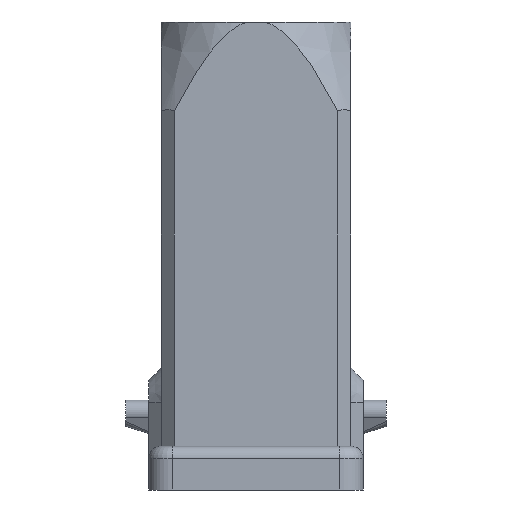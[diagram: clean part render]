
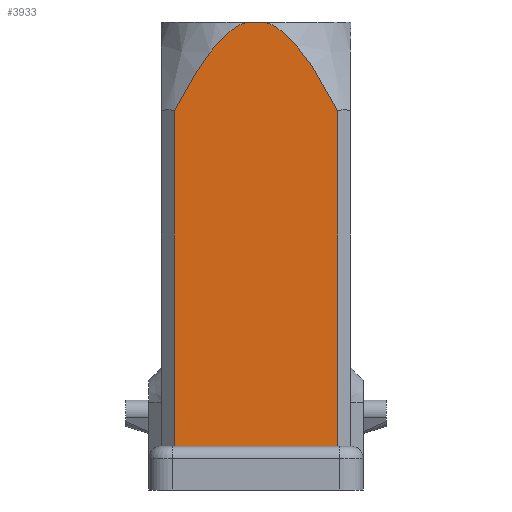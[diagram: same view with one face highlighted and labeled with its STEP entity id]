
A CAD part, left-side view. The second image highlights one B-rep face of the part: STEP entity #3933.
In plain terms, the highlighted planar face has unit normal (-1, 0, 0).
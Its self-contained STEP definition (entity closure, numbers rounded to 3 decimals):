
#83 = CARTESIAN_POINT ( 'NONE',  ( -12.15, 1.708, 59.803 ) ) ;
#123 = VECTOR ( 'NONE', #2077, 1000. ) ;
#137 = CARTESIAN_POINT ( 'NONE',  ( -12.15, -4.71, 57.547 ) ) ;
#167 = CARTESIAN_POINT ( 'NONE',  ( -12.15, -9.281, 50.831 ) ) ;
#193 = CARTESIAN_POINT ( 'NONE',  ( -12.15, -3.806, 58.423 ) ) ;
#238 = LINE ( 'NONE', #370, #123 ) ;
#296 = FACE_OUTER_BOUND ( 'NONE', #3707, .T. ) ;
#370 = CARTESIAN_POINT ( 'NONE',  ( -12.15, -12.15, 60. ) ) ;
#382 = DIRECTION ( 'NONE',  ( 0., -1., 0. ) ) ;
#386 = CARTESIAN_POINT ( 'NONE',  ( -12.15, 1.103, 60. ) ) ;
#531 = CARTESIAN_POINT ( 'NONE',  ( -12.15, -10.45, 48.614 ) ) ;
#534 = VERTEX_POINT ( 'NONE', #3281 ) ;
#610 = ORIENTED_EDGE ( 'NONE', *, *, #2120, .T. ) ;
#692 = CARTESIAN_POINT ( 'NONE',  ( -12.15, -10.45, 48.614 ) ) ;
#701 = CARTESIAN_POINT ( 'NONE',  ( -12.15, 10.45, 48.614 ) ) ;
#723 = ORIENTED_EDGE ( 'NONE', *, *, #3306, .T. ) ;
#849 = DIRECTION ( 'NONE',  ( 0., 0., -1. ) ) ;
#917 = VERTEX_POINT ( 'NONE', #1615 ) ;
#933 = CARTESIAN_POINT ( 'NONE',  ( -12.15, 3.807, 58.422 ) ) ;
#951 = EDGE_CURVE ( 'NONE', #534, #1823, #3676, .T. ) ;
#1086 = CARTESIAN_POINT ( 'NONE',  ( -12.15, -4.037, 58.21 ) ) ;
#1313 = VECTOR ( 'NONE', #382, 1000. ) ;
#1328 = LINE ( 'NONE', #1868, #2702 ) ;
#1341 = EDGE_CURVE ( 'NONE', #1823, #4216, #1829, .T. ) ;
#1362 = CARTESIAN_POINT ( 'NONE',  ( -12.15, 5.119, 57.085 ) ) ;
#1423 = CARTESIAN_POINT ( 'NONE',  ( -12.15, -8.029, 52.994 ) ) ;
#1442 = VERTEX_POINT ( 'NONE', #386 ) ;
#1459 = CARTESIAN_POINT ( 'NONE',  ( -12.15, -1.707, 59.803 ) ) ;
#1496 = CARTESIAN_POINT ( 'NONE',  ( -12.15, -10.45, 154.365 ) ) ;
#1507 = PLANE ( 'NONE',  #2253 ) ;
#1615 = CARTESIAN_POINT ( 'NONE',  ( -12.15, 10.45, 5.6 ) ) ;
#1657 = CARTESIAN_POINT ( 'NONE',  ( -12.15, 5.908, 56.115 ) ) ;
#1708 = CARTESIAN_POINT ( 'NONE',  ( -12.15, 3.324, 58.826 ) ) ;
#1734 = CARTESIAN_POINT ( 'NONE',  ( -12.15, -12.15, 5.6 ) ) ;
#1762 = CARTESIAN_POINT ( 'NONE',  ( -12.15, -2.274, 59.53 ) ) ;
#1823 = VERTEX_POINT ( 'NONE', #692 ) ;
#1829 = B_SPLINE_CURVE_WITH_KNOTS ( 'NONE', 3,
 ( #531, #4097, #167, #1423, #1870, #2198, #2776, #2805, #137, #1086, #193, #3095, #3421, #2170, #1762, #1459, #3849, #4190 ),
 .UNSPECIFIED., .F., .F.,
 ( 4, 2, 2, 2, 2, 2, 2, 2, 4 ),
 ( 0., 0.004, 0.007, 0.009, 0.011, 0.012, 0.013, 0.014, 0.015 ),
 .UNSPECIFIED. ) ;
#1831 = DIRECTION ( 'NONE',  ( 0., 0., 1. ) ) ;
#1868 = CARTESIAN_POINT ( 'NONE',  ( -12.15, 10.45, 154.365 ) ) ;
#1870 = CARTESIAN_POINT ( 'NONE',  ( -12.15, -7.371, 54.056 ) ) ;
#1979 = CARTESIAN_POINT ( 'NONE',  ( -12.15, 8.024, 53.002 ) ) ;
#2037 = ORIENTED_EDGE ( 'NONE', *, *, #1341, .T. ) ;
#2077 = DIRECTION ( 'NONE',  ( 0., 1., 0. ) ) ;
#2120 = EDGE_CURVE ( 'NONE', #2309, #917, #1328, .T. ) ;
#2170 = CARTESIAN_POINT ( 'NONE',  ( -12.15, -2.545, 59.372 ) ) ;
#2198 = CARTESIAN_POINT ( 'NONE',  ( -12.15, -6.296, 55.593 ) ) ;
#2210 = VECTOR ( 'NONE', #1831, 1000. ) ;
#2253 = AXIS2_PLACEMENT_3D ( 'NONE', #3793, #4181, #849 ) ;
#2281 = CARTESIAN_POINT ( 'NONE',  ( -12.15, 4.037, 58.21 ) ) ;
#2306 = CARTESIAN_POINT ( 'NONE',  ( -12.15, 9.28, 50.833 ) ) ;
#2309 = VERTEX_POINT ( 'NONE', #2628 ) ;
#2327 = EDGE_CURVE ( 'NONE', #1442, #2309, #2581, .T. ) ;
#2491 = EDGE_CURVE ( 'NONE', #917, #534, #2660, .T. ) ;
#2581 = B_SPLINE_CURVE_WITH_KNOTS ( 'NONE', 3,
 ( #3697, #4014, #83, #3439, #3769, #4091, #1708, #933, #2281, #3920, #1362, #1657, #3950, #3616, #1979, #2306, #3292, #701 ),
 .UNSPECIFIED., .F., .F.,
 ( 4, 2, 2, 2, 2, 2, 2, 2, 4 ),
 ( 0.017, 0.018, 0.019, 0.02, 0.021, 0.023, 0.025, 0.028, 0.032 ),
 .UNSPECIFIED. ) ;
#2628 = CARTESIAN_POINT ( 'NONE',  ( -12.15, 10.45, 48.614 ) ) ;
#2660 = LINE ( 'NONE', #1734, #1313 ) ;
#2702 = VECTOR ( 'NONE', #3794, 1000. ) ;
#2776 = CARTESIAN_POINT ( 'NONE',  ( -12.15, -5.923, 56.095 ) ) ;
#2805 = CARTESIAN_POINT ( 'NONE',  ( -12.15, -5.131, 57.072 ) ) ;
#2829 = CARTESIAN_POINT ( 'NONE',  ( -12.15, -1.103, 60. ) ) ;
#2870 = ORIENTED_EDGE ( 'NONE', *, *, #951, .T. ) ;
#3095 = CARTESIAN_POINT ( 'NONE',  ( -12.15, -3.322, 58.828 ) ) ;
#3281 = CARTESIAN_POINT ( 'NONE',  ( -12.15, -10.45, 5.6 ) ) ;
#3292 = CARTESIAN_POINT ( 'NONE',  ( -12.15, 9.875, 49.729 ) ) ;
#3306 = EDGE_CURVE ( 'NONE', #4216, #1442, #238, .T. ) ;
#3421 = CARTESIAN_POINT ( 'NONE',  ( -12.15, -3.069, 59.021 ) ) ;
#3439 = CARTESIAN_POINT ( 'NONE',  ( -12.15, 2.275, 59.53 ) ) ;
#3616 = CARTESIAN_POINT ( 'NONE',  ( -12.15, 7.364, 54.067 ) ) ;
#3676 = LINE ( 'NONE', #1496, #2210 ) ;
#3697 = CARTESIAN_POINT ( 'NONE',  ( -12.15, 1.103, 60. ) ) ;
#3707 = EDGE_LOOP ( 'NONE', ( #2870, #2037, #723, #4133, #610, #4264 ) ) ;
#3769 = CARTESIAN_POINT ( 'NONE',  ( -12.15, 2.547, 59.371 ) ) ;
#3793 = CARTESIAN_POINT ( 'NONE',  ( -12.15, -12.15, 154.365 ) ) ;
#3794 = DIRECTION ( 'NONE',  ( 0., 0., -1. ) ) ;
#3849 = CARTESIAN_POINT ( 'NONE',  ( -12.15, -1.408, 59.918 ) ) ;
#3920 = CARTESIAN_POINT ( 'NONE',  ( -12.15, 4.705, 57.552 ) ) ;
#3933 = ADVANCED_FACE ( 'NONE', ( #296 ), #1507, .F. ) ;
#3950 = CARTESIAN_POINT ( 'NONE',  ( -12.15, 6.283, 55.611 ) ) ;
#4014 = CARTESIAN_POINT ( 'NONE',  ( -12.15, 1.409, 59.918 ) ) ;
#4091 = CARTESIAN_POINT ( 'NONE',  ( -12.15, 3.071, 59.02 ) ) ;
#4097 = CARTESIAN_POINT ( 'NONE',  ( -12.15, -9.876, 49.728 ) ) ;
#4133 = ORIENTED_EDGE ( 'NONE', *, *, #2327, .T. ) ;
#4181 = DIRECTION ( 'NONE',  ( 1., 0., 0. ) ) ;
#4190 = CARTESIAN_POINT ( 'NONE',  ( -12.15, -1.103, 60. ) ) ;
#4216 = VERTEX_POINT ( 'NONE', #2829 ) ;
#4264 = ORIENTED_EDGE ( 'NONE', *, *, #2491, .T. ) ;
